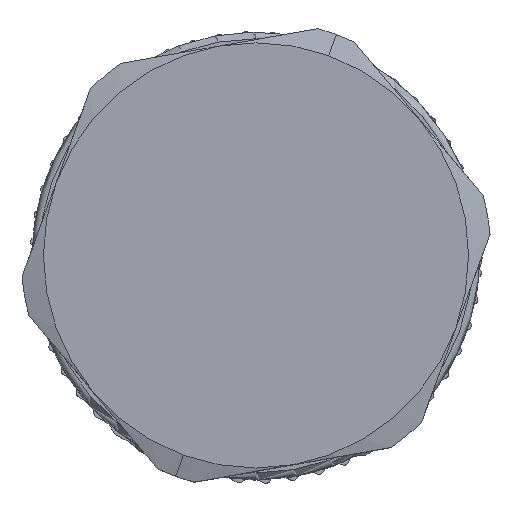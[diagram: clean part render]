
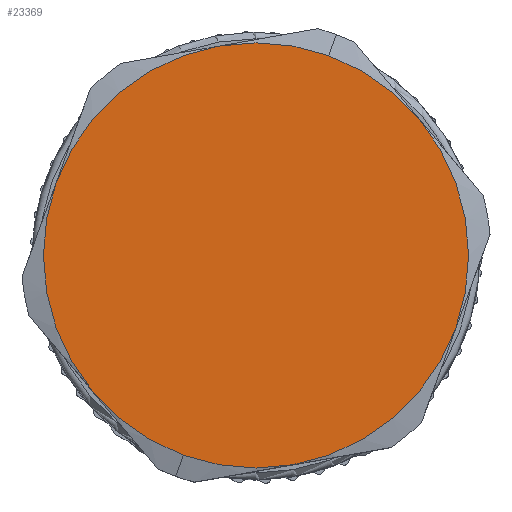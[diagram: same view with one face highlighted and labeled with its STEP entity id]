
A CAD part, top view. The second image highlights one B-rep face of the part: STEP entity #23369.
In plain terms, the highlighted planar face has unit normal (0, 0, 1).
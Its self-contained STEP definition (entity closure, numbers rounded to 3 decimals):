
#23203=AXIS2_PLACEMENT_3D('Circle Axis2P3D',#23201,#23202,$) ;
#23228=AXIS2_PLACEMENT_3D('Circle Axis2P3D',#23226,#23227,$) ;
#23246=AXIS2_PLACEMENT_3D('Circle Axis2P3D',#23244,#23245,$) ;
#23264=AXIS2_PLACEMENT_3D('Circle Axis2P3D',#23262,#23263,$) ;
#23282=AXIS2_PLACEMENT_3D('Circle Axis2P3D',#23280,#23281,$) ;
#23307=AXIS2_PLACEMENT_3D('Circle Axis2P3D',#23305,#23306,$) ;
#23325=AXIS2_PLACEMENT_3D('Circle Axis2P3D',#23323,#23324,$) ;
#23343=AXIS2_PLACEMENT_3D('Circle Axis2P3D',#23341,#23342,$) ;
#23357=AXIS2_PLACEMENT_3D('Plane Axis2P3D',#23354,#23355,#23356) ;
#22775=CARTESIAN_POINT('Vertex',(8.807,19.488,65.5)) ;
#22870=CARTESIAN_POINT('Vertex',(17.734,16.239,65.5)) ;
#22934=CARTESIAN_POINT('Vertex',(19.384,6.883,65.5)) ;
#22998=CARTESIAN_POINT('Vertex',(12.107,0.777,65.5)) ;
#23087=CARTESIAN_POINT('Vertex',(3.18,4.026,65.5)) ;
#23151=CARTESIAN_POINT('Vertex',(1.53,13.381,65.5)) ;
#23201=CARTESIAN_POINT('Axis2P3D Location',(10.457,10.132,65.5)) ;
#23223=CARTESIAN_POINT('Vertex',(13.706,19.059,65.5)) ;
#23226=CARTESIAN_POINT('Axis2P3D Location',(10.457,10.132,65.5)) ;
#23244=CARTESIAN_POINT('Axis2P3D Location',(10.457,10.132,65.5)) ;
#23262=CARTESIAN_POINT('Axis2P3D Location',(10.457,10.132,65.5)) ;
#23280=CARTESIAN_POINT('Axis2P3D Location',(10.457,10.132,65.5)) ;
#23302=CARTESIAN_POINT('Vertex',(7.208,1.205,65.5)) ;
#23305=CARTESIAN_POINT('Axis2P3D Location',(10.457,10.132,65.5)) ;
#23323=CARTESIAN_POINT('Axis2P3D Location',(10.457,10.132,65.5)) ;
#23341=CARTESIAN_POINT('Axis2P3D Location',(10.457,10.132,65.5)) ;
#23354=CARTESIAN_POINT('Axis2P3D Location',(10.457,10.132,65.5)) ;
#23202=DIRECTION('Axis2P3D Direction',(0.,0.,-1.)) ;
#23227=DIRECTION('Axis2P3D Direction',(0.,0.,-1.)) ;
#23245=DIRECTION('Axis2P3D Direction',(0.,0.,-1.)) ;
#23263=DIRECTION('Axis2P3D Direction',(0.,0.,-1.)) ;
#23281=DIRECTION('Axis2P3D Direction',(0.,0.,-1.)) ;
#23306=DIRECTION('Axis2P3D Direction',(0.,0.,-1.)) ;
#23324=DIRECTION('Axis2P3D Direction',(0.,0.,-1.)) ;
#23342=DIRECTION('Axis2P3D Direction',(0.,0.,-1.)) ;
#23355=DIRECTION('Axis2P3D Direction',(0.,0.,1.)) ;
#23356=DIRECTION('Axis2P3D XDirection',(0.,-1.,0.)) ;
#23360=ORIENTED_EDGE('',*,*,#23205,.T.) ;
#23361=ORIENTED_EDGE('',*,*,#23345,.T.) ;
#23362=ORIENTED_EDGE('',*,*,#23327,.T.) ;
#23363=ORIENTED_EDGE('',*,*,#23309,.T.) ;
#23364=ORIENTED_EDGE('',*,*,#23284,.T.) ;
#23365=ORIENTED_EDGE('',*,*,#23266,.T.) ;
#23366=ORIENTED_EDGE('',*,*,#23248,.T.) ;
#23367=ORIENTED_EDGE('',*,*,#23230,.T.) ;
#23369=ADVANCED_FACE('Hauptk\X2\00F6\X0\rper',(#23368),#23358,.T.) ;
#23204=CIRCLE('generated circle',#23203,9.5) ;
#23229=CIRCLE('generated circle',#23228,9.5) ;
#23247=CIRCLE('generated circle',#23246,9.5) ;
#23265=CIRCLE('generated circle',#23264,9.5) ;
#23283=CIRCLE('generated circle',#23282,9.5) ;
#23308=CIRCLE('generated circle',#23307,9.5) ;
#23326=CIRCLE('generated circle',#23325,9.5) ;
#23344=CIRCLE('generated circle',#23343,9.5) ;
#23205=EDGE_CURVE('',#22776,#23152,#23204,.F.) ;
#23230=EDGE_CURVE('',#23224,#22776,#23229,.F.) ;
#23248=EDGE_CURVE('',#22871,#23224,#23247,.F.) ;
#23266=EDGE_CURVE('',#22935,#22871,#23265,.F.) ;
#23284=EDGE_CURVE('',#22999,#22935,#23283,.F.) ;
#23309=EDGE_CURVE('',#23303,#22999,#23308,.F.) ;
#23327=EDGE_CURVE('',#23088,#23303,#23326,.F.) ;
#23345=EDGE_CURVE('',#23152,#23088,#23344,.F.) ;
#23359=EDGE_LOOP('',(#23360,#23361,#23362,#23363,#23364,#23365,#23366,#23367)) ;
#23368=FACE_OUTER_BOUND('',#23359,.T.) ;
#23358=PLANE('',#23357) ;
#22776=VERTEX_POINT('',#22775) ;
#22871=VERTEX_POINT('',#22870) ;
#22935=VERTEX_POINT('',#22934) ;
#22999=VERTEX_POINT('',#22998) ;
#23088=VERTEX_POINT('',#23087) ;
#23152=VERTEX_POINT('',#23151) ;
#23224=VERTEX_POINT('',#23223) ;
#23303=VERTEX_POINT('',#23302) ;
